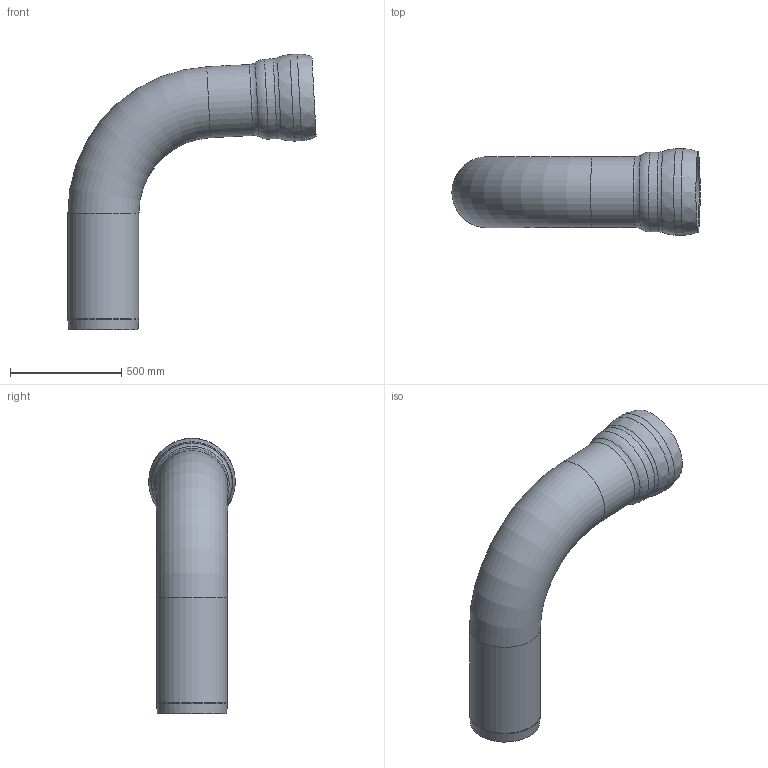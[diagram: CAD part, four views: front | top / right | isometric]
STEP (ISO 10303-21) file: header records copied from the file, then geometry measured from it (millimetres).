
FILE_DESCRIPTION(/* description */ (''),/* implementation_level */ '2;1');
FILE_NAME(/* name */ '00300.032X_3D.stp',/* time_stamp */ '2024-12-11T12:41:58+01:00',/* author */ ('CAD'),/* organization */ (''),/* preprocessor_version */ 'ST-DEVELOPER v20',/* originating_system */ 'AutoCAD Mechanical',/* authorisation */ '');
FILE_SCHEMA (('AUTOMOTIVE_DESIGN { 1 0 10303 214 3 1 1 }'));
Length unit declared in the file: centimetre
Products named in the file (2): Product; *S0
Assembly tree (1 placements, depth 2):
  Product
    *S0
Bounding box: 1118.17 x 390 x 1241.03 mm (x, y, z)
Volume: 17628898 mm3; surface area: 3546431.8 mm2
Topology: 1 solids, 1 shells, 26 faces, 67 edges, 42 vertices
Faces by surface type: torus 10, cylinder 6, cone 5, bspline 4, plane 1
Full cylindrical faces by diameter (mm): 300 x2, 320 x2, 340 x1, 360 x1
Entity records: 958 total; most frequent: CARTESIAN_POINT 242, DIRECTION 173, ORIENTED_EDGE 134, AXIS2_PLACEMENT_3D 81, EDGE_CURVE 67, CIRCLE 56, VERTEX_POINT 42, EDGE_LOOP 27
